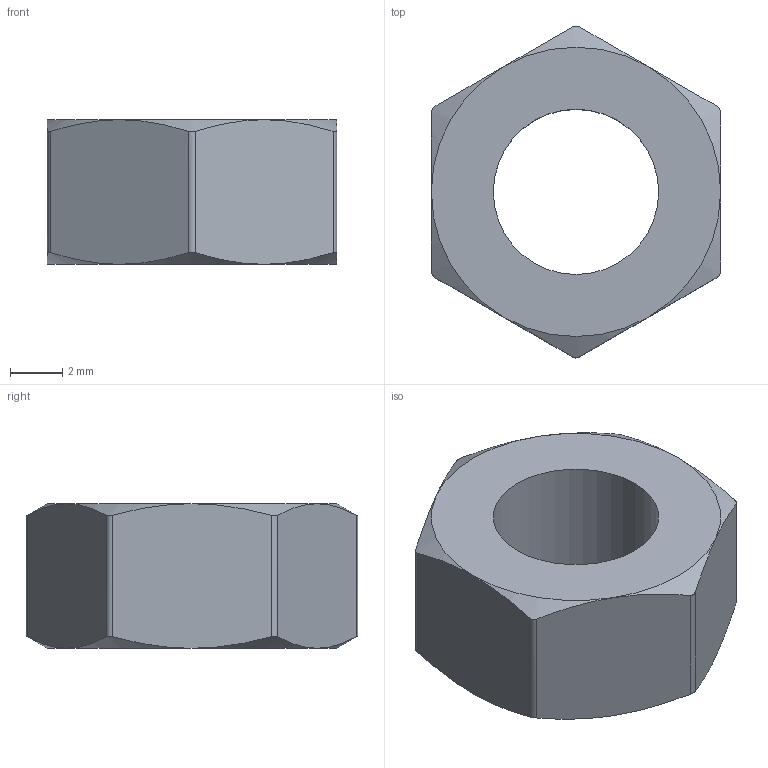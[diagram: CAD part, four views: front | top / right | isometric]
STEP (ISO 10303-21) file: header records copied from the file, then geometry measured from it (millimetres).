
FILE_DESCRIPTION (( 'STEP AP203' ), '1' );
FILE_NAME ('95462A029_NO THREADS_Medium-Strength Steel Hex Nut.STEP', '2023-09-12T05:03:37', ( 'Administrator' ), ( 'Managed by Terraform' ), 'SwSTEP 2.0', 'SolidWorks 2017', '' );
FILE_SCHEMA (( 'CONFIG_CONTROL_DESIGN' ));
Length unit declared in the file: inch
Products named in the file (1): 95462A029_NO THREADS_Medium-Strength Steel Hex Nut
Bounding box: 11.11 x 12.74 x 5.56 mm (x, y, z)
Volume: 415.1 mm3; surface area: 464.4 mm2
Topology: 1 solids, 1 shells, 28 faces, 66 edges, 40 vertices
Faces by surface type: cone 12, cylinder 8, plane 8
Entity records: 981 total; most frequent: CARTESIAN_POINT 315, ORIENTED_EDGE 132, DIRECTION 104, EDGE_CURVE 66, AXIS2_PLACEMENT_3D 45, VERTEX_POINT 40, B_SPLINE_CURVE_WITH_KNOTS 36, EDGE_LOOP 30
